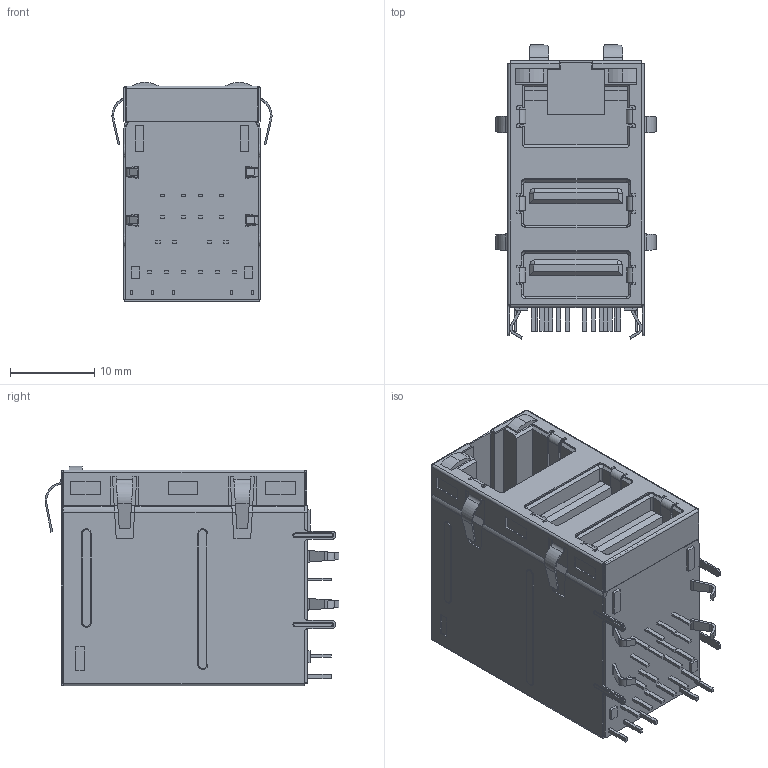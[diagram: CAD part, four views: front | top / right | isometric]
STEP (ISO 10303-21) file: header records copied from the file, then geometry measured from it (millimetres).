
FILE_DESCRIPTION (( 'STEP AP214' ), '1' );
FILE_NAME ('RJMG231022830ER.STEP', '2022-10-27T01:02:05', ( '' ), ( '' ), 'SwSTEP 2.0', 'SolidWorks 2017', '' );
FILE_SCHEMA (( 'AUTOMOTIVE_DESIGN' ));
Length unit declared in the file: millimetre
Products named in the file (1): RJMG231022830ER
Bounding box: 19.05 x 34.96 x 26.09 mm (x, y, z)
Volume: 9537.3 mm3; surface area: 11073.4 mm2
Topology: 31 solids, 31 shells, 857 faces, 2189 edges, 1400 vertices
Faces by surface type: plane 663, cylinder 162, torus 20, cone 12
Entity records: 25755 total; most frequent: CARTESIAN_POINT 4831, ORIENTED_EDGE 4378, DIRECTION 4037, EDGE_CURVE 2189, LINE 1801, VECTOR 1801, VERTEX_POINT 1400, AXIS2_PLACEMENT_3D 1118
